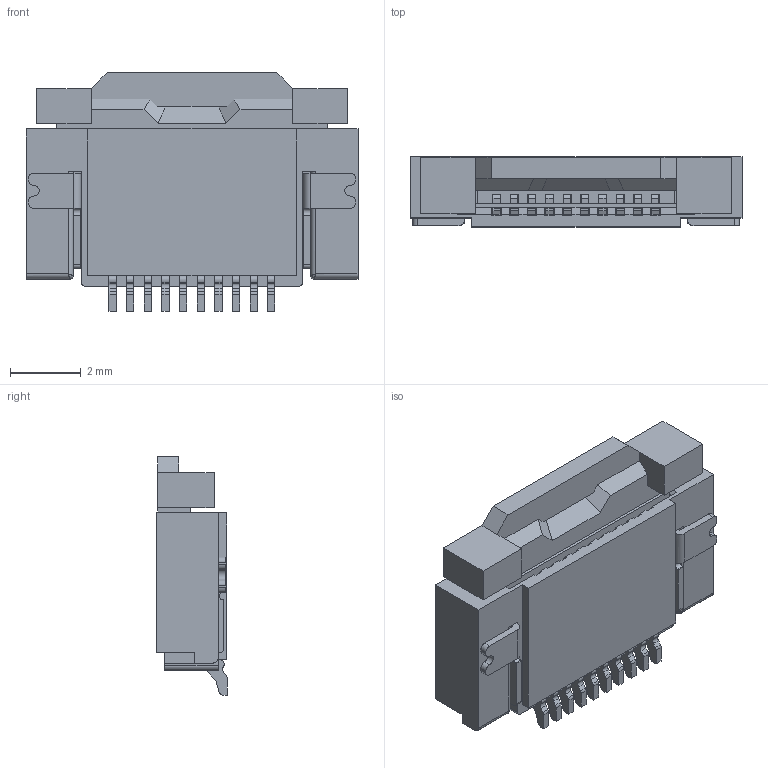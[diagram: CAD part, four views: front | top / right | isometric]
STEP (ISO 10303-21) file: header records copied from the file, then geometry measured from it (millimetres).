
FILE_DESCRIPTION(/* description */ ('STEP AP214'),/* implementation_level */ '2;1');
FILE_NAME(/* name */ 'FFC2B35-10-T',/* time_stamp */ '2023-03-31T14:00:54+02:00',/* author */ ('License CC BY-ND 4.0'),/* organization */ ('CADENAS'),/* preprocessor_version */ 'ST-DEVELOPER v19.3',/* originating_system */ 'PARTsolutions',/* authorisation */ ' ');
FILE_SCHEMA (('AUTOMOTIVE_DESIGN {1 0 10303 214 3 1 1}'));
Length unit declared in the file: millimetre
Products named in the file (6): FFC2B35-10-T; FFC2B35-10-T_c; FFC2B35-04-T_sp; FFC2B35-04-T_sp2; FFC2B35-10-T_p; FFC2B35-10-T_h
Assembly tree (14 placements, depth 2):
  FFC2B35-10-T
    FFC2B35-10-T_c
    FFC2B35-04-T_sp
    FFC2B35-04-T_sp2
    FFC2B35-10-T_p  x10
    FFC2B35-10-T_h
Bounding box: 9.4 x 2 x 6.76 mm (x, y, z)
Volume: 64.8 mm3; surface area: 437.9 mm2
Topology: 14 solids, 14 shells, 1075 faces, 3296 edges, 2170 vertices
Faces by surface type: plane 700, cylinder 373, bspline 2
Full cylindrical faces by diameter (mm): 0.8 x2
Entity records: 19157 total; most frequent: ORIENTED_EDGE 3340, CARTESIAN_POINT 3330, DIRECTION 2956, EDGE_CURVE 1670, LINE 1436, VECTOR 1436, VERTEX_POINT 1088, AXIS2_PLACEMENT_3D 760
